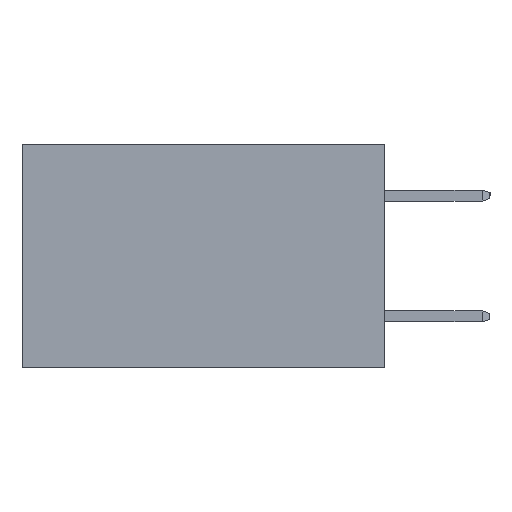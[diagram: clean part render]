
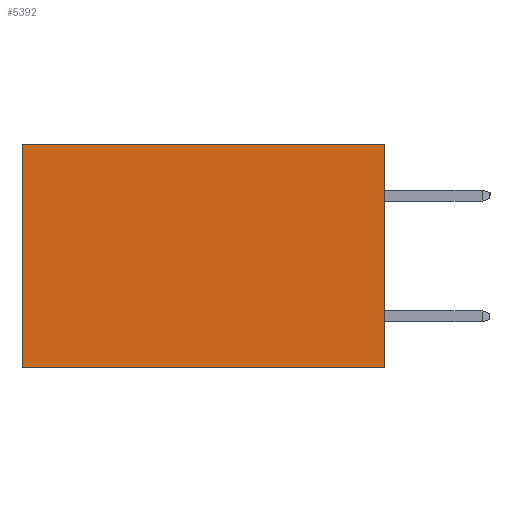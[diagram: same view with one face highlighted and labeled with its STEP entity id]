
A CAD part, left-side view. The second image highlights one B-rep face of the part: STEP entity #5392.
In plain terms, the highlighted planar face has unit normal (-1, 0, 0).
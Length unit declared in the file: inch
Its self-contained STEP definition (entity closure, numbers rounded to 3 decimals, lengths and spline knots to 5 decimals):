
#1325 = VECTOR ( 'NONE', #15566, 39.37008 ) ;
#1379 = EDGE_CURVE ( 'NONE', #16208, #5546, #5860, .T. ) ;
#2146 = FACE_OUTER_BOUND ( 'NONE', #17049, .T. ) ;
#2654 = DIRECTION ( 'NONE',  ( 0., 1., 0. ) ) ;
#2838 = CARTESIAN_POINT ( 'NONE',  ( 0.2615, 0.6, 0. ) ) ;
#3318 = ORIENTED_EDGE ( 'NONE', *, *, #1379, .F. ) ;
#3438 = VERTEX_POINT ( 'NONE', #2838 ) ;
#5392 = ADVANCED_FACE ( 'NONE', ( #2146 ), #7659, .F. ) ;
#5490 = DIRECTION ( 'NONE',  ( 0., 0., -1. ) ) ;
#5495 = CARTESIAN_POINT ( 'NONE',  ( 0.2615, 0., -0.37 ) ) ;
#5546 = VERTEX_POINT ( 'NONE', #16543 ) ;
#5580 = CARTESIAN_POINT ( 'NONE',  ( 0.2615, 0., -0.37 ) ) ;
#5829 = AXIS2_PLACEMENT_3D ( 'NONE', #7840, #13790, #11123 ) ;
#5860 = LINE ( 'NONE', #5580, #6477 ) ;
#6477 = VECTOR ( 'NONE', #5490, 39.37008 ) ;
#6944 = EDGE_CURVE ( 'NONE', #16208, #3438, #11501, .T. ) ;
#7566 = CARTESIAN_POINT ( 'NONE',  ( 0.2615, 0., 0. ) ) ;
#7659 = PLANE ( 'NONE',  #5829 ) ;
#7840 = CARTESIAN_POINT ( 'NONE',  ( 0.2615, 0., -0.37 ) ) ;
#8460 = ORIENTED_EDGE ( 'NONE', *, *, #11775, .F. ) ;
#8752 = DIRECTION ( 'NONE',  ( 0., 1., 0. ) ) ;
#9907 = CARTESIAN_POINT ( 'NONE',  ( 0.2615, 0.6, -0.37 ) ) ;
#11123 = DIRECTION ( 'NONE',  ( 0., 0., -1. ) ) ;
#11157 = ORIENTED_EDGE ( 'NONE', *, *, #16630, .T. ) ;
#11223 = ORIENTED_EDGE ( 'NONE', *, *, #6944, .T. ) ;
#11501 = LINE ( 'NONE', #7566, #16407 ) ;
#11518 = CARTESIAN_POINT ( 'NONE',  ( 0.2615, 0.6, -0.37 ) ) ;
#11775 = EDGE_CURVE ( 'NONE', #5546, #14204, #13949, .T. ) ;
#12985 = LINE ( 'NONE', #11518, #1325 ) ;
#13790 = DIRECTION ( 'NONE',  ( 1., 0., 0. ) ) ;
#13949 = LINE ( 'NONE', #5495, #17605 ) ;
#14204 = VERTEX_POINT ( 'NONE', #9907 ) ;
#15135 = CARTESIAN_POINT ( 'NONE',  ( 0.2615, 0., 0. ) ) ;
#15566 = DIRECTION ( 'NONE',  ( 0., 0., -1. ) ) ;
#16208 = VERTEX_POINT ( 'NONE', #15135 ) ;
#16407 = VECTOR ( 'NONE', #8752, 39.37008 ) ;
#16543 = CARTESIAN_POINT ( 'NONE',  ( 0.2615, 0., -0.37 ) ) ;
#16630 = EDGE_CURVE ( 'NONE', #3438, #14204, #12985, .T. ) ;
#17049 = EDGE_LOOP ( 'NONE', ( #11157, #8460, #3318, #11223 ) ) ;
#17605 = VECTOR ( 'NONE', #2654, 39.37008 ) ;
